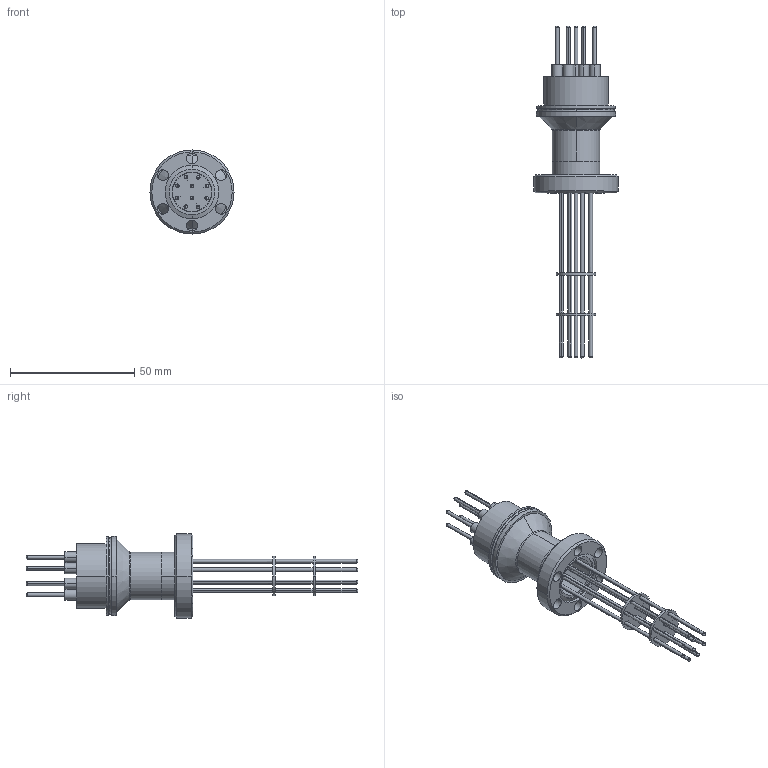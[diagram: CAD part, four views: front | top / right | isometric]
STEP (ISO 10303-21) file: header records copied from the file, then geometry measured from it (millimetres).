
FILE_DESCRIPTION (( 'STEP AP203' ), '1' );
FILE_NAME ('A0423-12-CF.STEP', '2013-05-14T11:31:43', ( '' ), ( '' ), 'SwSTEP 2.0', 'SolidWorks 2012', '' );
FILE_SCHEMA (( 'CONFIG_CONTROL_DESIGN' ));
Length unit declared in the file: inch
Products named in the file (1): A0423-12-CF
Bounding box: 33.78 x 133.35 x 33.78 mm (x, y, z)
Volume: 12737.4 mm3; surface area: 18617.1 mm2
Topology: 1 solids, 11 shells, 468 faces, 1160 edges, 740 vertices
Faces by surface type: cylinder 246, torus 108, plane 64, cone 50
Entity records: 16073 total; most frequent: CARTESIAN_POINT 4229, DIRECTION 2790, ORIENTED_EDGE 2256, AXIS2_PLACEMENT_3D 1247, EDGE_CURVE 1128, CIRCLE 778, VERTEX_POINT 740, EDGE_LOOP 610
